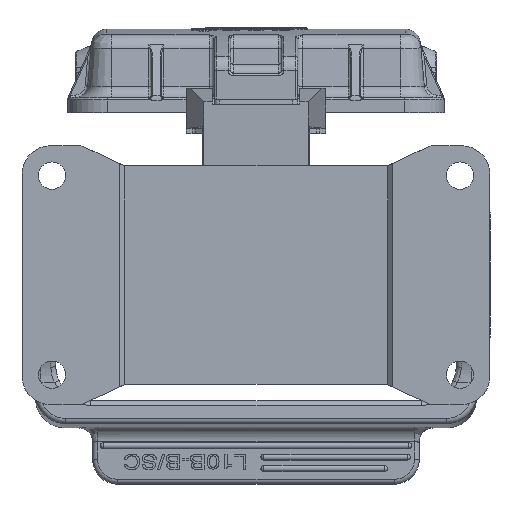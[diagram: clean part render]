
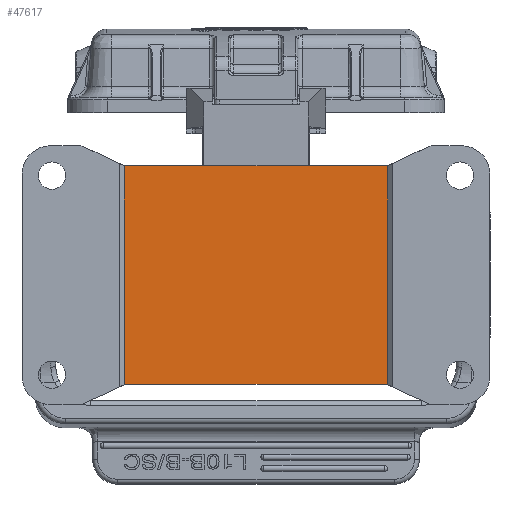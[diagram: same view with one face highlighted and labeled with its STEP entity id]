
A CAD part, front view. The second image highlights one B-rep face of the part: STEP entity #47617.
In plain terms, the highlighted planar face has unit normal (0, -1, 0).
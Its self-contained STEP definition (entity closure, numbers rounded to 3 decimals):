
#9300=DIRECTION('',(-1.,0.,0.));
#9301=VECTOR('',#9300,52.808);
#9302=CARTESIAN_POINT('',(73.404,1.,
-71.837));
#9303=LINE('',#9302,#9301);
#9304=DIRECTION('',(-0.927,0.,-0.376));
#9305=VECTOR('',#9304,0.02);
#9306=CARTESIAN_POINT('',(20.596,1.,
-71.836));
#9307=LINE('',#9306,#9305);
#9308=DIRECTION('',(0.927,0.,-0.376));
#9309=VECTOR('',#9308,0.02);
#9310=CARTESIAN_POINT('',(20.578,1.,
-27.947));
#9311=LINE('',#9310,#9309);
#9312=DIRECTION('',(1.,0.,0.));
#9313=VECTOR('',#9312,52.808);
#9314=CARTESIAN_POINT('',(20.596,1.,
-27.954));
#9315=LINE('',#9314,#9313);
#9316=DIRECTION('',(0.927,0.,0.376));
#9317=VECTOR('',#9316,0.02);
#9318=CARTESIAN_POINT('',(73.404,1.,
-27.954));
#9319=LINE('',#9318,#9317);
#9324=DIRECTION('',(0.962,0.,-0.275));
#9325=VECTOR('',#9324,0.019);
#9326=CARTESIAN_POINT('',(73.404,1.,
-71.837));
#9327=LINE('',#9326,#9325);
#9328=DIRECTION('',(0.,0.,1.));
#9329=VECTOR('',#9328,43.896);
#9330=CARTESIAN_POINT('',(73.422,1.,
-71.843));
#9331=LINE('',#9330,#9329);
#18255=DIRECTION('',(0.,0.,-1.));
#18256=VECTOR('',#18255,43.897);
#18257=CARTESIAN_POINT('',(20.578,1.,
-27.947));
#18258=LINE('',#18257,#18256);
#27324=CARTESIAN_POINT('',(20.596,1.,
-27.954));
#27325=CARTESIAN_POINT('',(73.404,1.,
-27.954));
#27326=VERTEX_POINT('',#27324);
#27327=VERTEX_POINT('',#27325);
#27774=CARTESIAN_POINT('',(20.578,1.,
-27.947));
#27776=VERTEX_POINT('',#27774);
#27777=CARTESIAN_POINT('',(73.404,1.,
-71.837));
#27778=CARTESIAN_POINT('',(20.596,1.,
-71.836));
#27779=VERTEX_POINT('',#27777);
#27780=VERTEX_POINT('',#27778);
#27781=CARTESIAN_POINT('',(20.578,1.,
-71.844));
#27782=VERTEX_POINT('',#27781);
#27783=CARTESIAN_POINT('',(73.422,1.,
-27.947));
#27784=VERTEX_POINT('',#27783);
#27785=CARTESIAN_POINT('',(73.422,1.,
-71.843));
#27786=VERTEX_POINT('',#27785);
#47597=CARTESIAN_POINT('',(47.,1.,-49.895));
#47598=DIRECTION('',(0.,1.,0.));
#47599=DIRECTION('',(0.,0.,-1.));
#47600=AXIS2_PLACEMENT_3D('',#47597,#47598,#47599);
#47601=PLANE('',#47600);
#47603=ORIENTED_EDGE('',*,*,#47602,.F.);
#47604=ORIENTED_EDGE('',*,*,#47089,.T.);
#47606=ORIENTED_EDGE('',*,*,#47605,.T.);
#47608=ORIENTED_EDGE('',*,*,#47607,.F.);
#47609=ORIENTED_EDGE('',*,*,#47584,.T.);
#47610=ORIENTED_EDGE('',*,*,#45427,.T.);
#47612=ORIENTED_EDGE('',*,*,#47611,.T.);
#47614=ORIENTED_EDGE('',*,*,#47613,.F.);
#47615=EDGE_LOOP('',(#47603,#47604,#47606,#47608,#47609,#47610,#47612,#47614));
#47616=FACE_OUTER_BOUND('',#47615,.F.);
#45427=EDGE_CURVE('',#27326,#27327,#9315,.T.);
#47089=EDGE_CURVE('',#27779,#27780,#9303,.T.);
#47584=EDGE_CURVE('',#27776,#27326,#9311,.T.);
#47602=EDGE_CURVE('',#27779,#27786,#9327,.T.);
#47605=EDGE_CURVE('',#27780,#27782,#9307,.T.);
#47607=EDGE_CURVE('',#27776,#27782,#18258,.T.);
#47611=EDGE_CURVE('',#27327,#27784,#9319,.T.);
#47613=EDGE_CURVE('',#27786,#27784,#9331,.T.);
#47617=ADVANCED_FACE('',(#47616),#47601,.F.);
